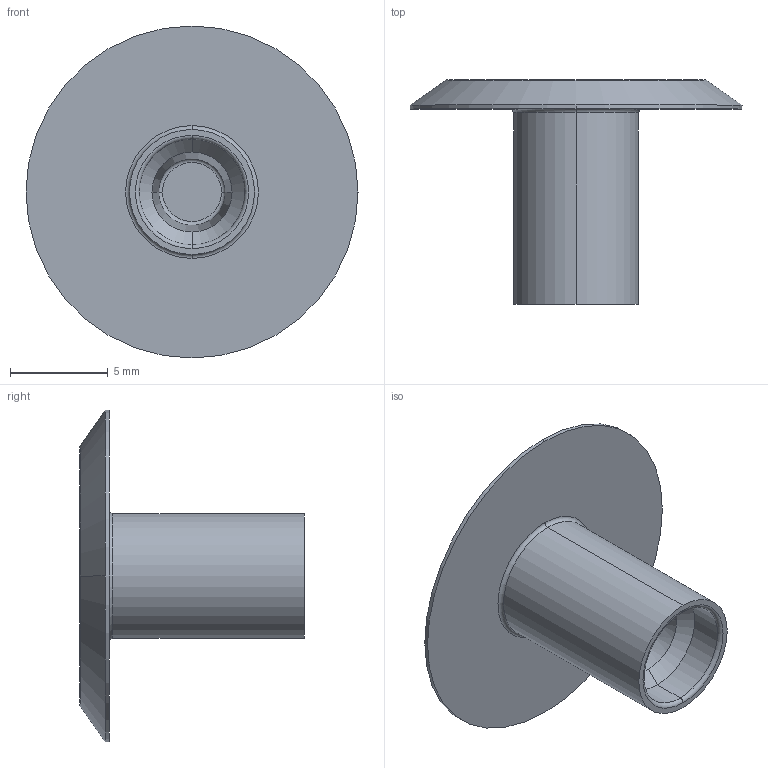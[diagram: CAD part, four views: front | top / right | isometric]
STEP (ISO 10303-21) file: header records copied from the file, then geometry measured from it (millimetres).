
FILE_DESCRIPTION (( 'STEP AP214' ), '1' );
FILE_NAME ('BASE00H1080-Bouchon D6x17x12, noir pour FIXC10.step', '2023-03-24T09:33:12', ( 'Altae' ), ( '' ), 'SwSTEP 2.0', 'SolidWorks 2021', '' );
FILE_SCHEMA (( 'AUTOMOTIVE_DESIGN' ));
Length unit declared in the file: millimetre
Products named in the file (1): BASE00H1080-Bouchon D6x17x12, noir pour FIXC10
Bounding box: 17 x 11.5 x 17 mm (x, y, z)
Volume: 465.5 mm3; surface area: 800.8 mm2
Topology: 1 solids, 1 shells, 24 faces, 52 edges, 32 vertices
Faces by surface type: torus 8, cylinder 6, cone 6, plane 4
Entity records: 762 total; most frequent: CARTESIAN_POINT 177, DIRECTION 134, ORIENTED_EDGE 104, AXIS2_PLACEMENT_3D 61, EDGE_CURVE 52, CIRCLE 36, VERTEX_POINT 32, EDGE_LOOP 26
